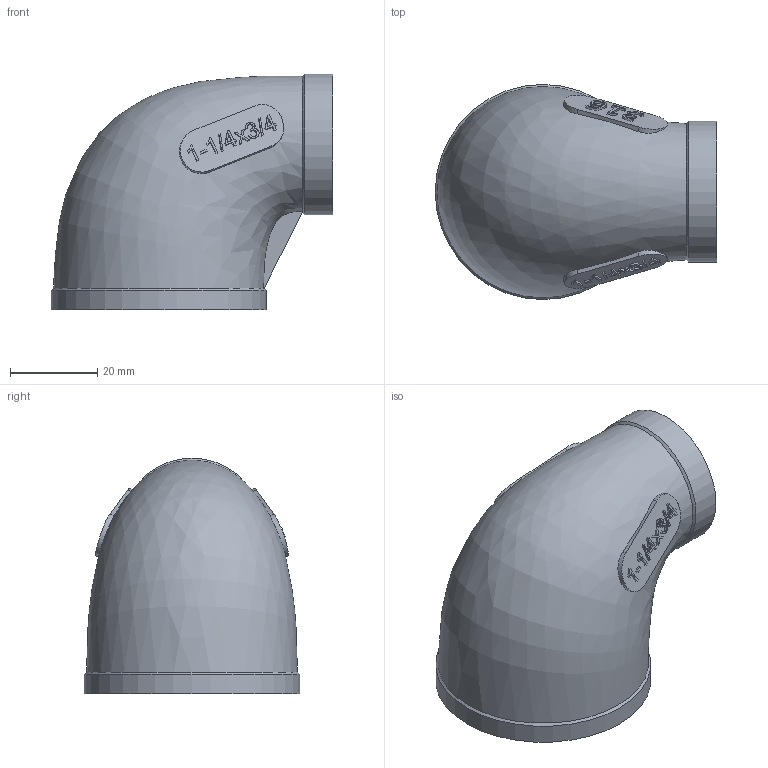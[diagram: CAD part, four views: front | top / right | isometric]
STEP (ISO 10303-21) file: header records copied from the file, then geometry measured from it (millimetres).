
FILE_DESCRIPTION(/* description */ ('Unknown'),/* implementation_level */ '2;1');
FILE_NAME(/* name */ 'R304-1-1_4x3_4',/* time_stamp */ '2021-10-14T17:18:51+08:00',/* author */ ('Unknown'),/* organization */ ('Unknown'),/* preprocessor_version */ 'ST-DEVELOPER v16.7',/* originating_system */ 'DEX',/* authorisation */ $);
FILE_SCHEMA (('AUTOMOTIVE_DESIGN {1 0 10303 214 3 1 1}'));
Length unit declared in the file: millimetre
Products named in the file (1): R304-1-1_4x3_4
Bounding box: 64.73 x 49.47 x 54.17 mm (x, y, z)
Volume: 35271.4 mm3; surface area: 18451.2 mm2
Topology: 1 solids, 1 shells, 157 faces, 415 edges, 275 vertices
Faces by surface type: plane 105, bspline 46, cylinder 4, cone 2
Full cylindrical faces by diameter (mm): 32.34 x1, 49.47 x1
Entity records: 11862 total; most frequent: CARTESIAN_POINT 8524, ORIENTED_EDGE 742, DIRECTION 524, EDGE_CURVE 371, LINE 272, VECTOR 272, VERTEX_POINT 248, EDGE_LOOP 177
